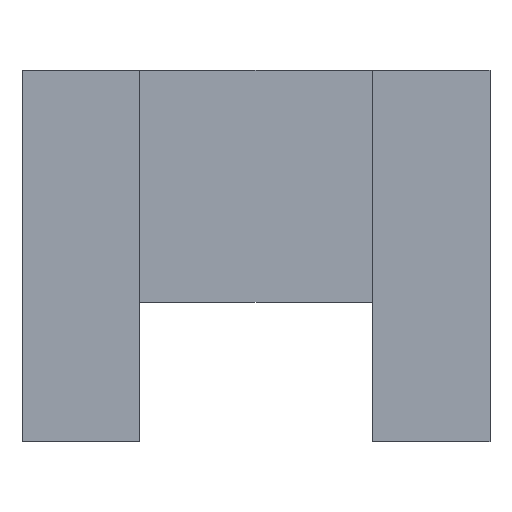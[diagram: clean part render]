
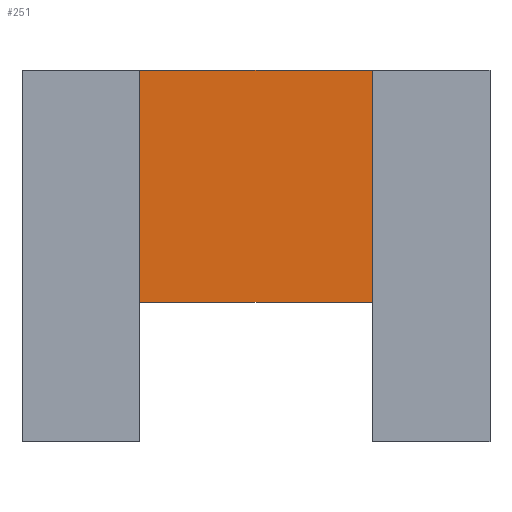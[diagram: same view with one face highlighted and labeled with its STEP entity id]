
A CAD part, front view. The second image highlights one B-rep face of the part: STEP entity #251.
In plain terms, the highlighted planar face has unit normal (0, -1, 0).
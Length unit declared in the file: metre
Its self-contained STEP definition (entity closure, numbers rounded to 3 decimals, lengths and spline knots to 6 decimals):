
#42=ORIENTED_EDGE('',*,*,#103,.F.);
#43=ORIENTED_EDGE('',*,*,#83,.T.);
#44=ORIENTED_EDGE('',*,*,#98,.T.);
#45=ORIENTED_EDGE('',*,*,#86,.F.);
#83=EDGE_CURVE('',#115,#117,#139,.T.);
#86=EDGE_CURVE('',#120,#121,#142,.T.);
#98=EDGE_CURVE('',#117,#121,#154,.T.);
#103=EDGE_CURVE('',#115,#120,#159,.T.);
#115=VERTEX_POINT('',#355);
#117=VERTEX_POINT('',#359);
#120=VERTEX_POINT('',#366);
#121=VERTEX_POINT('',#368);
#139=LINE('',#360,#173);
#142=LINE('',#367,#176);
#154=LINE('',#391,#188);
#159=LINE('',#398,#193);
#173=VECTOR('',#294,1.);
#176=VECTOR('',#299,1.);
#188=VECTOR('',#315,1.);
#193=VECTOR('',#322,1.);
#209=EDGE_LOOP('',(#42,#43,#44,#45));
#223=FACE_BOUND('',#209,.T.);
#237=PLANE('',#278);
#251=ADVANCED_FACE('',(#223),#237,.T.);
#278=AXIS2_PLACEMENT_3D('',#399,#323,#324);
#294=DIRECTION('',(0.,0.,1.));
#299=DIRECTION('',(0.,0.,1.));
#315=DIRECTION('',(-1.,0.,0.));
#322=DIRECTION('',(-1.,0.,0.));
#323=DIRECTION('',(0.,-1.,0.));
#324=DIRECTION('',(1.,0.,0.));
#355=CARTESIAN_POINT('',(0.126532,-0.1512,0.002891));
#359=CARTESIAN_POINT('',(0.126532,-0.1512,0.004366));
#360=CARTESIAN_POINT('',(0.126532,-0.1512,0.003629));
#366=CARTESIAN_POINT('',(0.125057,-0.1512,0.002891));
#367=CARTESIAN_POINT('',(0.125057,-0.1512,0.003629));
#368=CARTESIAN_POINT('',(0.125057,-0.1512,0.004366));
#391=CARTESIAN_POINT('',(0.125794,-0.1512,0.004366));
#398=CARTESIAN_POINT('',(0.125794,-0.1512,0.002891));
#399=CARTESIAN_POINT('',(0.11,-0.1512,0.000693));
